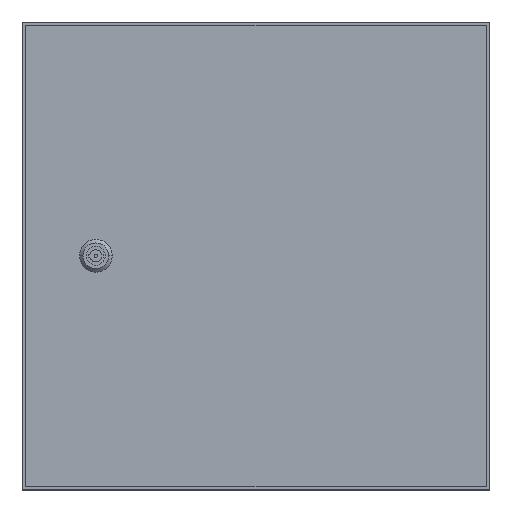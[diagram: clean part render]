
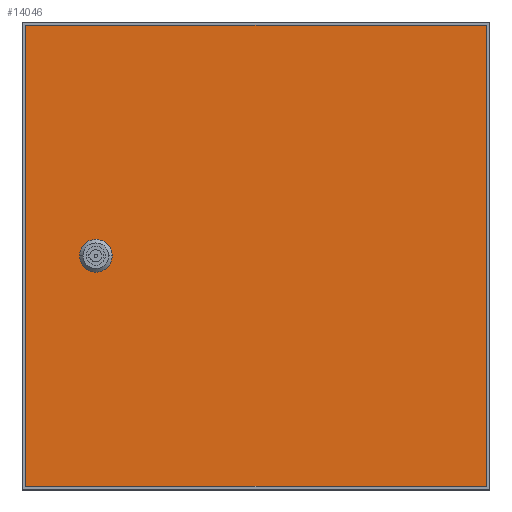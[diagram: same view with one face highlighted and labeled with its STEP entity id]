
A CAD part, top view. The second image highlights one B-rep face of the part: STEP entity #14046.
In plain terms, the highlighted planar face has unit normal (0, 0, 1).
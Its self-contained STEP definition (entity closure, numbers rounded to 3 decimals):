
#345 = ORIENTED_EDGE ( 'NONE', *, *, #24850, .T. ) ;
#1742 = EDGE_CURVE ( 'NONE', #8207, #4616, #8924, .T. ) ;
#2046 = CARTESIAN_POINT ( 'NONE',  ( 3., 397., 17. ) ) ;
#2321 = VECTOR ( 'NONE', #32534, 1000. ) ;
#2837 = CARTESIAN_POINT ( 'NONE',  ( 63., 200., 17. ) ) ;
#3010 = DIRECTION ( 'NONE',  ( 0., 0., -1. ) ) ;
#3105 = EDGE_CURVE ( 'NONE', #9804, #17381, #32489, .T. ) ;
#4389 = AXIS2_PLACEMENT_3D ( 'NONE', #10947, #35620, #7619 ) ;
#4616 = VERTEX_POINT ( 'NONE', #22934 ) ;
#5110 = DIRECTION ( 'NONE',  ( 0., -1., 0. ) ) ;
#5532 = CARTESIAN_POINT ( 'NONE',  ( 3., 397., 17. ) ) ;
#7619 = DIRECTION ( 'NONE',  ( -1., 0., 0. ) ) ;
#8207 = VERTEX_POINT ( 'NONE', #13733 ) ;
#8427 = ORIENTED_EDGE ( 'NONE', *, *, #3105, .T. ) ;
#8442 = PLANE ( 'NONE',  #26484 ) ;
#8924 = LINE ( 'NONE', #5532, #22225 ) ;
#9643 = CARTESIAN_POINT ( 'NONE',  ( 397., 3., 17. ) ) ;
#9804 = VERTEX_POINT ( 'NONE', #14431 ) ;
#10159 = CIRCLE ( 'NONE', #4389, 14. ) ;
#10714 = CIRCLE ( 'NONE', #30833, 14. ) ;
#10947 = CARTESIAN_POINT ( 'NONE',  ( 63., 200., 17. ) ) ;
#11757 = ORIENTED_EDGE ( 'NONE', *, *, #21470, .T. ) ;
#12864 = DIRECTION ( 'NONE',  ( 1., 0., 0. ) ) ;
#13203 = LINE ( 'NONE', #2046, #18095 ) ;
#13733 = CARTESIAN_POINT ( 'NONE',  ( 397., 397., 17. ) ) ;
#14046 = ADVANCED_FACE ( 'NONE', ( #21951, #18912 ), #8442, .T. ) ;
#14431 = CARTESIAN_POINT ( 'NONE',  ( 3., 3., 17. ) ) ;
#14596 = EDGE_LOOP ( 'NONE', ( #11757, #345 ) ) ;
#15516 = EDGE_CURVE ( 'NONE', #17381, #8207, #27156, .T. ) ;
#16486 = DIRECTION ( 'NONE',  ( -1., 0., 0. ) ) ;
#17381 = VERTEX_POINT ( 'NONE', #9643 ) ;
#18095 = VECTOR ( 'NONE', #5110, 1000. ) ;
#18318 = ORIENTED_EDGE ( 'NONE', *, *, #15516, .T. ) ;
#18413 = ORIENTED_EDGE ( 'NONE', *, *, #1742, .T. ) ;
#18824 = CARTESIAN_POINT ( 'NONE',  ( 3., 3., 17. ) ) ;
#18912 = FACE_OUTER_BOUND ( 'NONE', #22813, .T. ) ;
#21470 = EDGE_CURVE ( 'NONE', #27255, #24922, #10714, .T. ) ;
#21951 = FACE_BOUND ( 'NONE', #14596, .T. ) ;
#22225 = VECTOR ( 'NONE', #16486, 1000. ) ;
#22813 = EDGE_LOOP ( 'NONE', ( #26678, #8427, #18318, #18413 ) ) ;
#22934 = CARTESIAN_POINT ( 'NONE',  ( 3., 397., 17. ) ) ;
#23471 = CARTESIAN_POINT ( 'NONE',  ( 77., 200., 17. ) ) ;
#24305 = CARTESIAN_POINT ( 'NONE',  ( 0., 0., 17. ) ) ;
#24850 = EDGE_CURVE ( 'NONE', #24922, #27255, #10159, .T. ) ;
#24922 = VERTEX_POINT ( 'NONE', #23471 ) ;
#26086 = CARTESIAN_POINT ( 'NONE',  ( 49., 200., 17. ) ) ;
#26484 = AXIS2_PLACEMENT_3D ( 'NONE', #24305, #27188, #29863 ) ;
#26678 = ORIENTED_EDGE ( 'NONE', *, *, #35083, .T. ) ;
#27156 = LINE ( 'NONE', #32711, #2321 ) ;
#27188 = DIRECTION ( 'NONE',  ( 0., 0., 1. ) ) ;
#27255 = VERTEX_POINT ( 'NONE', #26086 ) ;
#27341 = DIRECTION ( 'NONE',  ( -1., 0., 0. ) ) ;
#29863 = DIRECTION ( 'NONE',  ( 1., 0., 0. ) ) ;
#30833 = AXIS2_PLACEMENT_3D ( 'NONE', #2837, #3010, #27341 ) ;
#31523 = VECTOR ( 'NONE', #12864, 1000. ) ;
#32489 = LINE ( 'NONE', #18824, #31523 ) ;
#32534 = DIRECTION ( 'NONE',  ( 0., 1., 0. ) ) ;
#32711 = CARTESIAN_POINT ( 'NONE',  ( 397., 397., 17. ) ) ;
#35083 = EDGE_CURVE ( 'NONE', #4616, #9804, #13203, .T. ) ;
#35620 = DIRECTION ( 'NONE',  ( 0., 0., -1. ) ) ;
